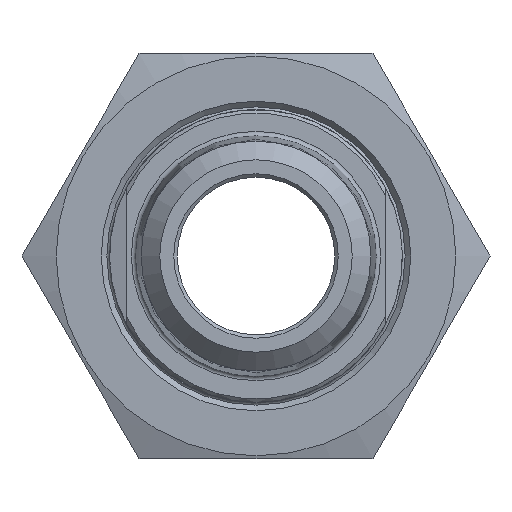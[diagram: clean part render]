
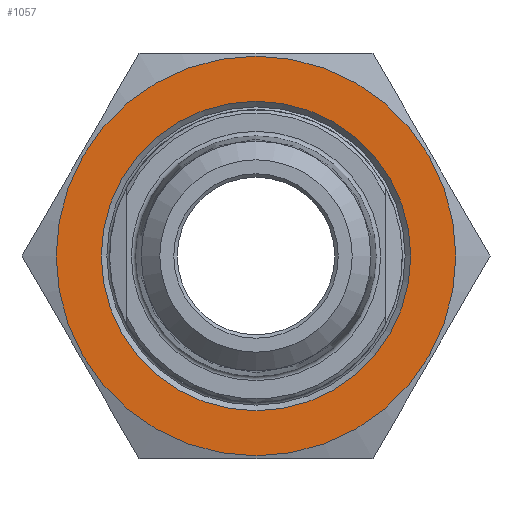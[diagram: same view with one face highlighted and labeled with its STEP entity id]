
A CAD part, left-side view. The second image highlights one B-rep face of the part: STEP entity #1057.
In plain terms, the highlighted planar face has unit normal (-1, 0, 0).
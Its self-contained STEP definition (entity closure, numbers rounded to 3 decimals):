
#49=FACE_BOUND('',#180,.T.);
#76=PLANE('',#1207);
#110=FACE_OUTER_BOUND('',#179,.T.);
#179=EDGE_LOOP('',(#763));
#180=EDGE_LOOP('',(#764));
#369=CIRCLE('',#1190,17.75);
#374=CIRCLE('',#1202,13.75);
#464=VERTEX_POINT('',#1771);
#470=VERTEX_POINT('',#1802);
#568=EDGE_CURVE('',#464,#464,#369,.T.);
#581=EDGE_CURVE('',#470,#470,#374,.T.);
#763=ORIENTED_EDGE('',*,*,#568,.T.);
#764=ORIENTED_EDGE('',*,*,#581,.F.);
#1057=ADVANCED_FACE('',(#110,#49),#76,.F.);
#1190=AXIS2_PLACEMENT_3D('',#1773,#1360,#1361);
#1202=AXIS2_PLACEMENT_3D('',#1803,#1390,#1391);
#1207=AXIS2_PLACEMENT_3D('',#1813,#1402,#1403);
#1360=DIRECTION('center_axis',(-1.,0.,0.));
#1361=DIRECTION('ref_axis',(0.,1.,0.));
#1390=DIRECTION('center_axis',(-1.,0.,0.));
#1391=DIRECTION('ref_axis',(0.,-1.,0.));
#1402=DIRECTION('center_axis',(1.,0.,0.));
#1403=DIRECTION('ref_axis',(0.,0.,-1.));
#1771=CARTESIAN_POINT('',(-7.75,-17.75,0.));
#1773=CARTESIAN_POINT('Origin',(-7.75,0.,0.));
#1802=CARTESIAN_POINT('',(-7.75,13.75,0.));
#1803=CARTESIAN_POINT('Origin',(-7.75,0.,0.));
#1813=CARTESIAN_POINT('Origin',(-7.75,0.,0.));
